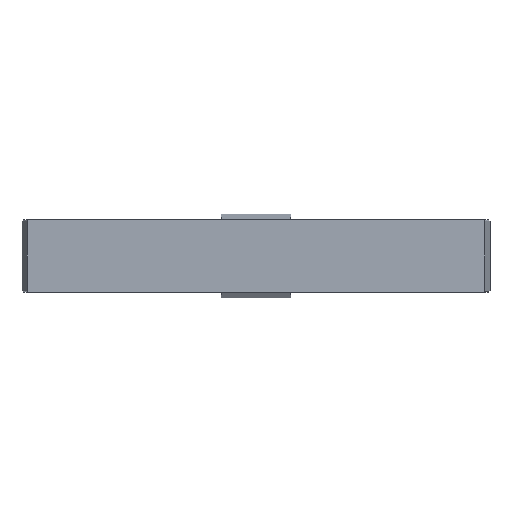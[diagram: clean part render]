
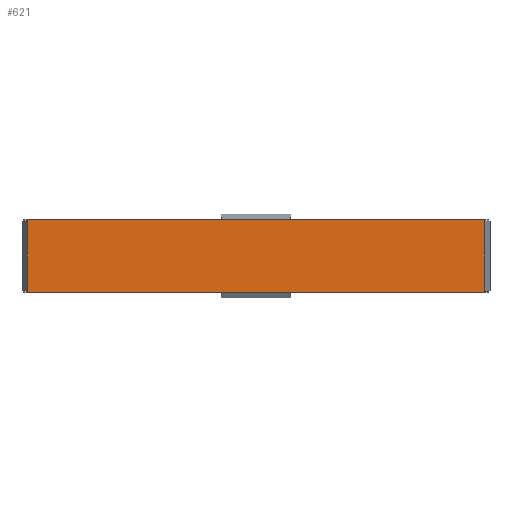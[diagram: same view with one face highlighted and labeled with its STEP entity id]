
A CAD part, front view. The second image highlights one B-rep face of the part: STEP entity #621.
In plain terms, the highlighted planar face has unit normal (0, -1, 0).
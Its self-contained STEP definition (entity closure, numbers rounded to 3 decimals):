
#50=FACE_OUTER_BOUND('',#84,.T.);
#84=EDGE_LOOP('',(#534,#535,#536,#537));
#119=LINE('',#900,#199);
#139=LINE('',#937,#219);
#167=LINE('',#1004,#247);
#169=LINE('',#1007,#249);
#199=VECTOR('',#719,10.);
#219=VECTOR('',#745,10.);
#247=VECTOR('',#819,10.);
#249=VECTOR('',#823,10.);
#276=VERTEX_POINT('',#897);
#277=VERTEX_POINT('',#899);
#286=VERTEX_POINT('',#924);
#291=VERTEX_POINT('',#935);
#335=EDGE_CURVE('',#277,#276,#119,.T.);
#355=EDGE_CURVE('',#286,#291,#139,.T.);
#389=EDGE_CURVE('',#276,#286,#167,.T.);
#391=EDGE_CURVE('',#291,#277,#169,.T.);
#534=ORIENTED_EDGE('',*,*,#355,.T.);
#535=ORIENTED_EDGE('',*,*,#391,.T.);
#536=ORIENTED_EDGE('',*,*,#335,.T.);
#537=ORIENTED_EDGE('',*,*,#389,.T.);
#589=PLANE('',#674);
#621=ADVANCED_FACE('',(#50),#589,.T.);
#674=AXIS2_PLACEMENT_3D('',#1008,#824,#825);
#719=DIRECTION('',(1.,0.,0.));
#745=DIRECTION('',(-1.,0.,0.));
#819=DIRECTION('',(0.,0.,1.));
#823=DIRECTION('',(0.,0.,-1.));
#824=DIRECTION('center_axis',(0.,-1.,0.));
#825=DIRECTION('ref_axis',(0.,0.,-1.));
#897=CARTESIAN_POINT('',(13.2,-0.4,-2.1));
#899=CARTESIAN_POINT('',(-13.2,-0.4,-2.1));
#900=CARTESIAN_POINT('',(-13.2,-0.4,-2.1));
#924=CARTESIAN_POINT('',(13.2,-0.4,2.1));
#935=CARTESIAN_POINT('',(-13.2,-0.4,2.1));
#937=CARTESIAN_POINT('',(13.2,-0.4,2.1));
#1004=CARTESIAN_POINT('',(13.2,-0.4,-2.1));
#1007=CARTESIAN_POINT('',(-13.2,-0.4,2.1));
#1008=CARTESIAN_POINT('Origin',(0.,-0.4,0.));
